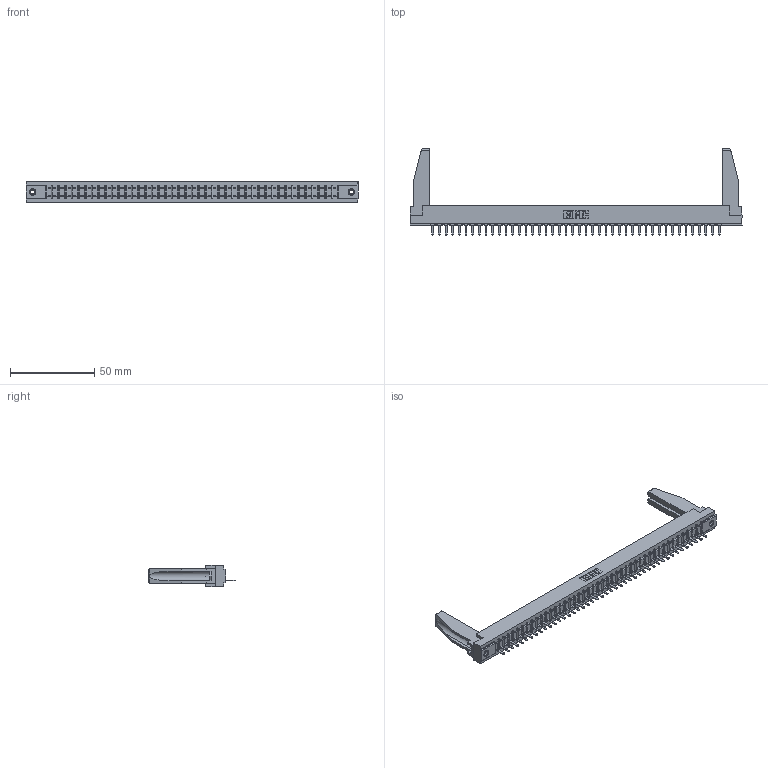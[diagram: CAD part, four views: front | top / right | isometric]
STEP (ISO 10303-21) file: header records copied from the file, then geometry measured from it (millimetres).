
FILE_DESCRIPTION (( 'STEP AP203' ), '1' );
FILE_NAME ('307-044-421-178.STEP', '2020-09-29T22:24:45', ( '' ), ( '' ), 'SwSTEP 2.0', 'SolidWorks 2020', '' );
FILE_SCHEMA (( 'CONFIG_CONTROL_DESIGN' ));
Length unit declared in the file: inch
Products named in the file (5): 345-250-001_345-250-001-102; 307-044-421-178; 307-220-078; 307-290-002_521; 307 Part_.156 Dia Mounting Holes
Assembly tree (49 placements, depth 2):
  307-044-421-178
    307 Part_.156 Dia Mounting Holes
    307-290-002_521  x44
    307-220-078  x2
    345-250-001_345-250-001-102  x2
Bounding box: 197.36 x 51.13 x 12.7 mm (x, y, z)
Volume: 25130.6 mm3; surface area: 30453.5 mm2
Topology: 49 solids, 49 shells, 3549 faces, 10861 edges, 7110 vertices
Faces by surface type: plane 2134, cylinder 1309, sphere 90, cone 12, torus 4
Entity records: 40631 total; most frequent: CARTESIAN_POINT 6854, ORIENTED_EDGE 6800, DIRECTION 6614, EDGE_CURVE 3400, VECTOR 2610, LINE 2610, VERTEX_POINT 2200, AXIS2_PLACEMENT_3D 2002
